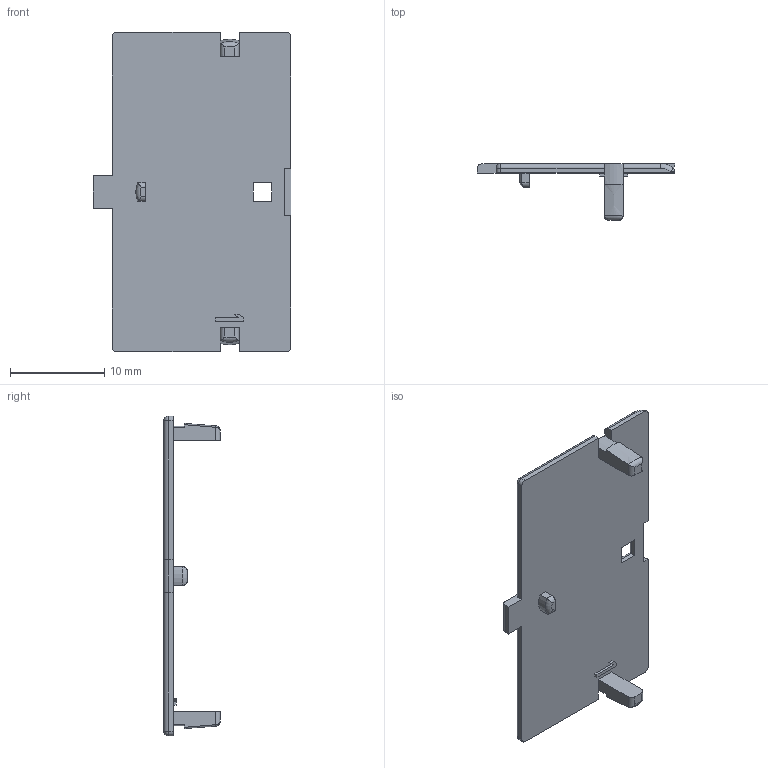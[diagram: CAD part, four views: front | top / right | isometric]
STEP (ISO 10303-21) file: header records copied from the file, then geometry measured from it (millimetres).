
FILE_DESCRIPTION((''),'2;1');
FILE_NAME('SC20_002464071_ASM','2021-07-28T',('marketing.praksa'),('Audax d.o.o.'),'CREO PARAMETRIC BY PTC INC, 2017480','CREO PARAMETRIC BY PTC INC, 2017480','');
FILE_SCHEMA(('AUTOMOTIVE_DESIGN { 1 0 10303 214 1 1 1 1 }'));
Length unit declared in the file: millimetre
Products named in the file (3): SC25_002464072; PRT1744; SC20_002464071_ASM
Assembly tree (2 placements, depth 2):
  SC20_002464071_ASM
    SC25_002464072
    PRT1744
Bounding box: 21 x 6 x 34 mm (x, y, z)
Volume: 661.1 mm3; surface area: 1533.3 mm2
Topology: 4 solids, 4 shells, 193 faces, 526 edges, 342 vertices
Faces by surface type: plane 106, cylinder 76, torus 5, sphere 4, cone 2
Entity records: 9377 total; most frequent: CARTESIAN_POINT 1177, DIRECTION 1059, ORIENTED_EDGE 1044, PRESENTATION_STYLE_ASSIGNMENT 719, STYLED_ITEM 719, CURVE_STYLE 522, EDGE_CURVE 522, AXIS2_PLACEMENT_3D 357
